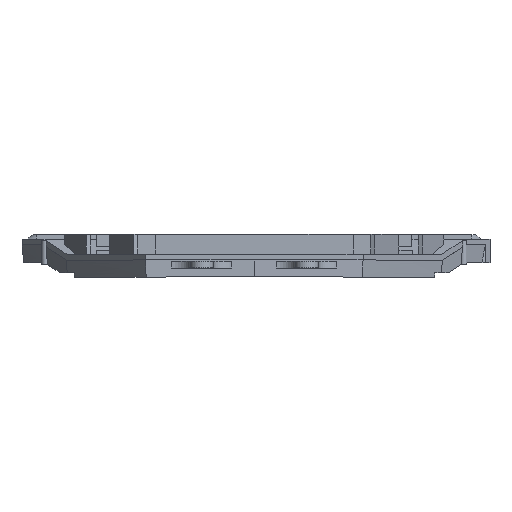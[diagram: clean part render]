
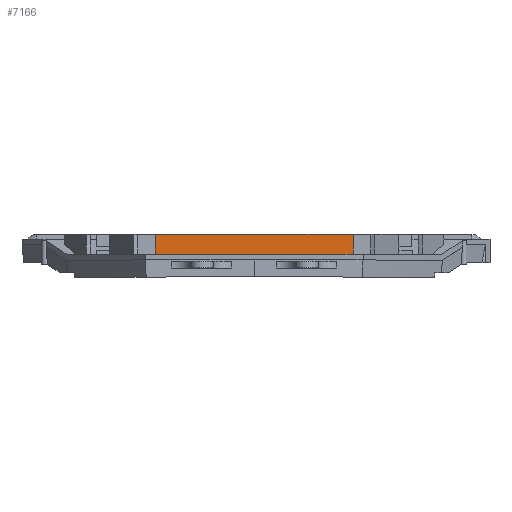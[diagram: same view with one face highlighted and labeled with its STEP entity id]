
A CAD part, top view. The second image highlights one B-rep face of the part: STEP entity #7166.
In plain terms, the highlighted planar face has unit normal (0, 0, 1).
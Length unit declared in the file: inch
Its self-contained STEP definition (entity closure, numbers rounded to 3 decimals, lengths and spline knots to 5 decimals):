
#494=FACE_OUTER_BOUND('',#893,.T.);
#893=EDGE_LOOP('',(#6300,#6301,#6302,#6303));
#1273=LINE('',#10114,#2208);
#1783=LINE('',#12258,#2718);
#1849=LINE('',#12370,#2784);
#1850=LINE('',#12372,#2785);
#2208=VECTOR('',#8064,2.369);
#2718=VECTOR('',#9034,2.369);
#2784=VECTOR('',#9148,0.23721);
#2785=VECTOR('',#9151,0.23721);
#3116=VERTEX_POINT('',#10111);
#3117=VERTEX_POINT('',#10113);
#3470=VERTEX_POINT('',#12255);
#3471=VERTEX_POINT('',#12257);
#3837=EDGE_CURVE('',#3116,#3117,#1273,.T.);
#4423=EDGE_CURVE('',#3471,#3470,#1783,.F.);
#4489=EDGE_CURVE('',#3116,#3471,#1849,.T.);
#4490=EDGE_CURVE('',#3117,#3470,#1850,.T.);
#6300=ORIENTED_EDGE('',*,*,#4423,.T.);
#6301=ORIENTED_EDGE('',*,*,#4490,.F.);
#6302=ORIENTED_EDGE('',*,*,#3837,.F.);
#6303=ORIENTED_EDGE('',*,*,#4489,.T.);
#6827=PLANE('',#7564);
#7166=ADVANCED_FACE('',(#494),#6827,.F.);
#7564=AXIS2_PLACEMENT_3D('',#12371,#9149,#9150);
#8064=DIRECTION('',(-1.,0.,0.));
#9034=DIRECTION('',(1.,0.,0.));
#9148=DIRECTION('',(0.,1.,0.));
#9149=DIRECTION('center_axis',(0.,0.,-1.));
#9150=DIRECTION('ref_axis',(-1.,0.,0.));
#9151=DIRECTION('',(0.,1.,0.));
#10111=CARTESIAN_POINT('',(3.96755,-0.11471,3.75215));
#10113=CARTESIAN_POINT('',(1.59855,-0.11471,3.75215));
#10114=CARTESIAN_POINT('',(3.96755,-0.11471,3.75215));
#12255=CARTESIAN_POINT('',(1.59855,0.1225,3.75215));
#12257=CARTESIAN_POINT('',(3.96755,0.1225,3.75215));
#12258=CARTESIAN_POINT('',(1.59855,0.1225,3.75215));
#12370=CARTESIAN_POINT('',(3.96755,-0.11471,3.75215));
#12371=CARTESIAN_POINT('Origin',(2.3988,-0.39393,3.75215));
#12372=CARTESIAN_POINT('',(1.59855,-0.11471,3.75215));
